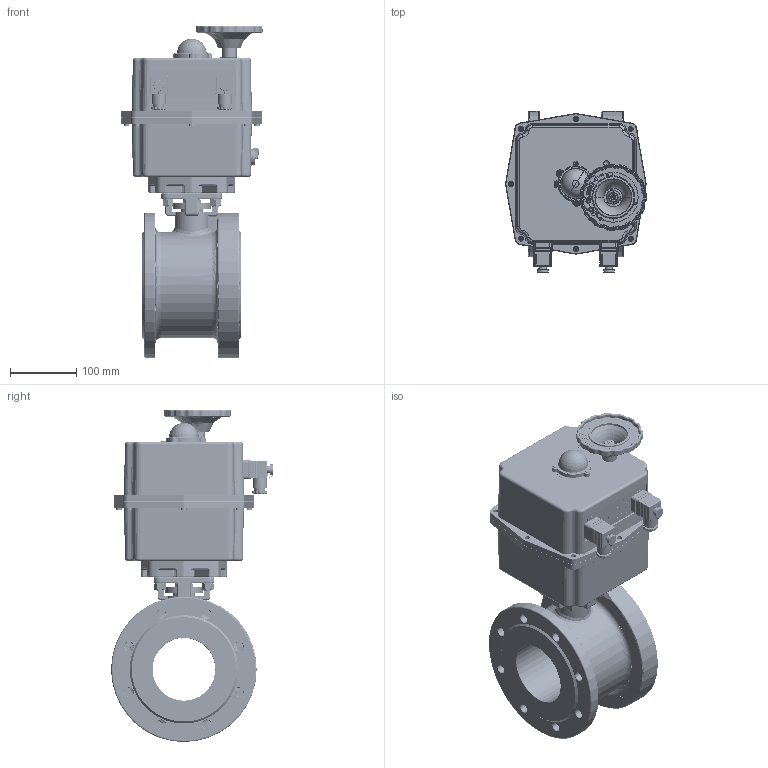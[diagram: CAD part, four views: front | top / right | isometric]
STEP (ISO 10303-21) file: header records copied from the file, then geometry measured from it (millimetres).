
FILE_DESCRIPTION(('HOOPS Exchange Step'),'2;1');
FILE_NAME('EK06_DN100.stp','2025-05-16T15:42:12+02:00',('nieru'),('Unknown organisation'),'HOOPS Exchange 2024.2','HOOPS Exchange','Unknown authorisation');
FILE_SCHEMA( ('AP203_CONFIGURATION_CONTROLLED_3D_DESIGN_OF_MECHANICAL_PARTS_AND_ASSEMBLIES_MIM_LF') );
Length unit declared in the file: millimetre
Products named in the file (5): 0; root
Assembly tree (4 placements, depth 4):
  root
    0
      0
        0
        0
Bounding box: 213.48 x 244.4 x 502.42 mm (x, y, z)
Volume: 8922262.8 mm3; surface area: 758554.4 mm2
Topology: 91 solids, 91 shells, 5548 faces, 13900 edges, 8544 vertices
Faces by surface type: cylinder 1940, plane 1365, torus 988, bspline 806, cone 361, sphere 80, extrusion 8
Full cylindrical faces by diameter (mm): 6.76 x1, 11 x2, 16.5 x2, 38.651 x2, 41.402 x1, 44.979 x1, 45.651 x1, 50.729 x1, 95 x1
Entity records: 250252 total; most frequent: CARTESIAN_POINT 135230, ORIENTED_EDGE 27562, DIRECTION 18819, EDGE_CURVE 13781, VERTEX_POINT 8544, AXIS2_PLACEMENT_3D 8339, B_SPLINE_CURVE_WITH_KNOTS 7080, EDGE_LOOP 5843
